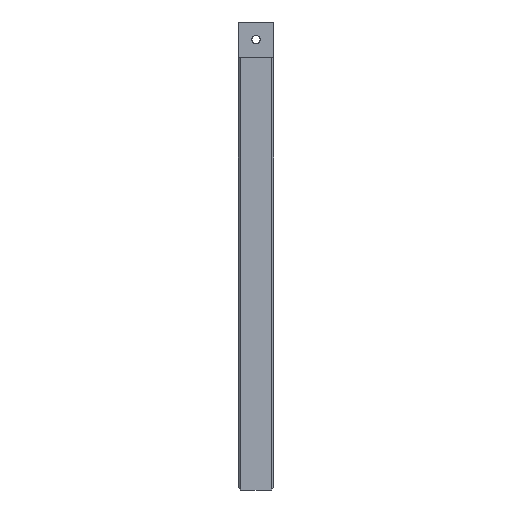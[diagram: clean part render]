
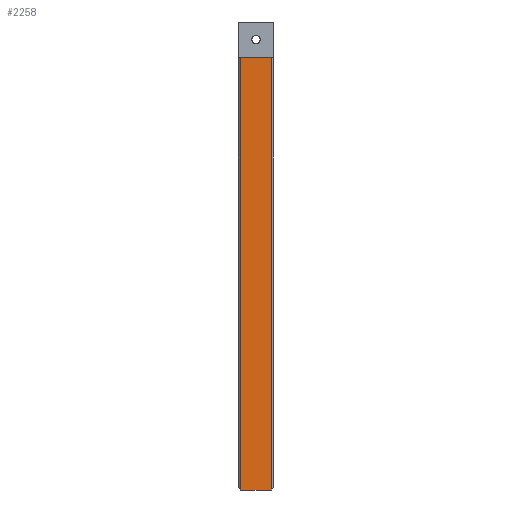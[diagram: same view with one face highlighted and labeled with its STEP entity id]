
A CAD part, left-side view. The second image highlights one B-rep face of the part: STEP entity #2258.
In plain terms, the highlighted planar face has unit normal (-1, 0, 0).
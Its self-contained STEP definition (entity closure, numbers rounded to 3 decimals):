
#55 = DIRECTION ( 'NONE',  ( 0., 0., 1. ) ) ;
#378 = LINE ( 'NONE', #4392, #5189 ) ;
#444 = ORIENTED_EDGE ( 'NONE', *, *, #1360, .T. ) ;
#668 = EDGE_CURVE ( 'NONE', #4603, #2489, #4846, .T. ) ;
#727 = DIRECTION ( 'NONE',  ( 1., 0., 0. ) ) ;
#810 = CARTESIAN_POINT ( 'NONE',  ( -100., 14., 100. ) ) ;
#905 = EDGE_LOOP ( 'NONE', ( #3101, #444, #3260, #2747 ) ) ;
#1063 = CARTESIAN_POINT ( 'NONE',  ( -100., 1., 84.7 ) ) ;
#1200 = VECTOR ( 'NONE', #55, 1000. ) ;
#1360 = EDGE_CURVE ( 'NONE', #4700, #2489, #4867, .T. ) ;
#1393 = VERTEX_POINT ( 'NONE', #1670 ) ;
#1670 = CARTESIAN_POINT ( 'NONE',  ( -100., 14., -100. ) ) ;
#1706 = DIRECTION ( 'NONE',  ( 0., 0., -1. ) ) ;
#2098 = DIRECTION ( 'NONE',  ( 0., -1., 0. ) ) ;
#2258 = ADVANCED_FACE ( 'NONE', ( #4744 ), #4316, .F. ) ;
#2318 = DIRECTION ( 'NONE',  ( 0., 0., -1. ) ) ;
#2437 = CARTESIAN_POINT ( 'NONE',  ( -100., 15., 84.7 ) ) ;
#2467 = DIRECTION ( 'NONE',  ( 0., -1., 0. ) ) ;
#2489 = VERTEX_POINT ( 'NONE', #1063 ) ;
#2747 = ORIENTED_EDGE ( 'NONE', *, *, #4078, .T. ) ;
#2965 = VECTOR ( 'NONE', #2467, 1000. ) ;
#3101 = ORIENTED_EDGE ( 'NONE', *, *, #4491, .T. ) ;
#3260 = ORIENTED_EDGE ( 'NONE', *, *, #668, .F. ) ;
#3633 = CARTESIAN_POINT ( 'NONE',  ( -100., 15., 100. ) ) ;
#3692 = LINE ( 'NONE', #810, #3836 ) ;
#3836 = VECTOR ( 'NONE', #1706, 1000. ) ;
#4078 = EDGE_CURVE ( 'NONE', #4603, #1393, #3692, .T. ) ;
#4316 = PLANE ( 'NONE',  #4668 ) ;
#4392 = CARTESIAN_POINT ( 'NONE',  ( -100., 15., -100. ) ) ;
#4491 = EDGE_CURVE ( 'NONE', #1393, #4700, #378, .T. ) ;
#4552 = CARTESIAN_POINT ( 'NONE',  ( -100., 14., 84.7 ) ) ;
#4603 = VERTEX_POINT ( 'NONE', #4552 ) ;
#4668 = AXIS2_PLACEMENT_3D ( 'NONE', #3633, #727, #2318 ) ;
#4700 = VERTEX_POINT ( 'NONE', #4705 ) ;
#4705 = CARTESIAN_POINT ( 'NONE',  ( -100., 1., -100. ) ) ;
#4744 = FACE_OUTER_BOUND ( 'NONE', #905, .T. ) ;
#4846 = LINE ( 'NONE', #2437, #2965 ) ;
#4867 = LINE ( 'NONE', #5221, #1200 ) ;
#5189 = VECTOR ( 'NONE', #2098, 1000. ) ;
#5221 = CARTESIAN_POINT ( 'NONE',  ( -100., 1., 84.7 ) ) ;
